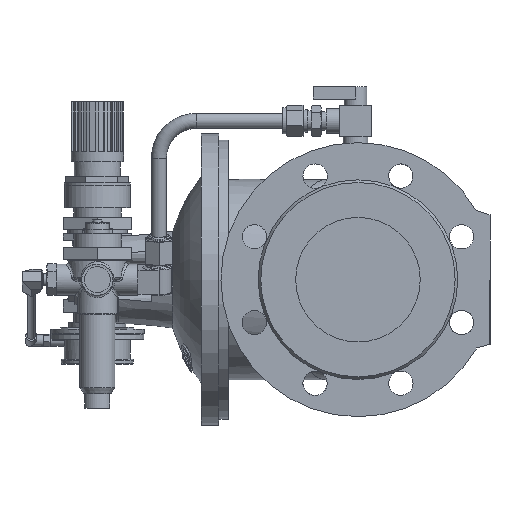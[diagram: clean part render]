
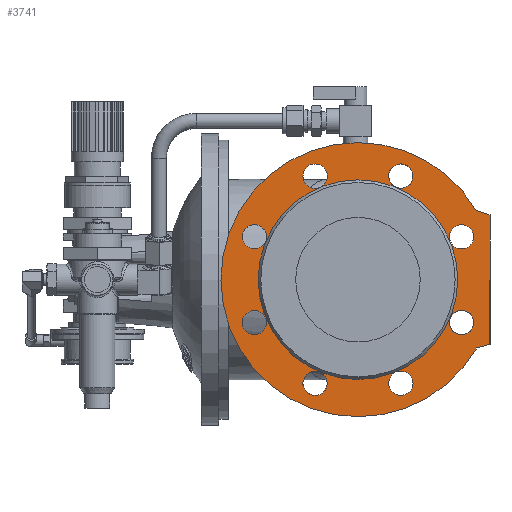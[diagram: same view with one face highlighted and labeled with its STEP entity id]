
A CAD part, left-side view. The second image highlights one B-rep face of the part: STEP entity #3741.
In plain terms, the highlighted planar face has unit normal (-1, 0, 0).
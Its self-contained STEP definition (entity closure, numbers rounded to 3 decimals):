
#2781 = AXIS2_PLACEMENT_3D ( 'NONE', #17656, #17658, #17660 ) ;
#2791 = AXIS2_PLACEMENT_3D ( 'NONE', #19309, #19310, #19311 ) ;
#2796 = AXIS2_PLACEMENT_3D ( 'NONE', #19457, #19458, #19459 ) ;
#2799 = AXIS2_PLACEMENT_3D ( 'NONE', #19505, #19506, #19507 ) ;
#2802 = AXIS2_PLACEMENT_3D ( 'NONE', #19516, #19517, #19518 ) ;
#2805 = AXIS2_PLACEMENT_3D ( 'NONE', #19660, #19661, #19662 ) ;
#2830 = AXIS2_PLACEMENT_3D ( 'NONE', #20233, #20235, #20236 ) ;
#2834 = AXIS2_PLACEMENT_3D ( 'NONE', #20291, #20292, #20294 ) ;
#2846 = AXIS2_PLACEMENT_3D ( 'NONE', #21692, #21694, #21696 ) ;
#2847 = AXIS2_PLACEMENT_3D ( 'NONE', #21705, #21707, #21709 ) ;
#3741 = ADVANCED_FACE ( 'NONE', ( #34335, #34339, #34336, #34338, #34337, #34340, #34341, #34342, #34343, #34344 ), #37328, .F. ) ;
#13047 = ORIENTED_EDGE ( 'NONE', *, *, #13322, .T. ) ;
#13049 = ORIENTED_EDGE ( 'NONE', *, *, #13340, .T. ) ;
#13060 = ORIENTED_EDGE ( 'NONE', *, *, #13299, .F. ) ;
#13062 = ORIENTED_EDGE ( 'NONE', *, *, #13588, .F. ) ;
#13064 = ORIENTED_EDGE ( 'NONE', *, *, #13479, .F. ) ;
#13066 = ORIENTED_EDGE ( 'NONE', *, *, #13595, .F. ) ;
#13068 = ORIENTED_EDGE ( 'NONE', *, *, #13586, .T. ) ;
#13069 = ORIENTED_EDGE ( 'NONE', *, *, #13502, .T. ) ;
#13071 = ORIENTED_EDGE ( 'NONE', *, *, #13367, .T. ) ;
#13073 = ORIENTED_EDGE ( 'NONE', *, *, #13485, .T. ) ;
#13075 = ORIENTED_EDGE ( 'NONE', *, *, #13590, .T. ) ;
#13077 = ORIENTED_EDGE ( 'NONE', *, *, #13346, .T. ) ;
#13079 = ORIENTED_EDGE ( 'NONE', *, *, #13247, .T. ) ;
#13247 = EDGE_CURVE ( 'NONE', #27900, #27900, #18115, .T. ) ;
#13299 = EDGE_CURVE ( 'NONE', #16853, #16847, #18141, .T. ) ;
#13322 = EDGE_CURVE ( 'NONE', #27914, #27914, #18151, .T. ) ;
#13340 = EDGE_CURVE ( 'NONE', #27916, #27916, #18155, .T. ) ;
#13346 = EDGE_CURVE ( 'NONE', #27919, #27919, #18156, .T. ) ;
#13367 = EDGE_CURVE ( 'NONE', #27923, #27923, #18163, .T. ) ;
#13479 = EDGE_CURVE ( 'NONE', #16912, #16921, #18212, .T. ) ;
#13485 = EDGE_CURVE ( 'NONE', #27939, #27939, #18213, .T. ) ;
#13502 = EDGE_CURVE ( 'NONE', #27943, #27943, #18219, .T. ) ;
#13586 = EDGE_CURVE ( 'NONE', #27954, #27954, #18254, .T. ) ;
#13588 = EDGE_CURVE ( 'NONE', #16921, #16853, #18256, .T. ) ;
#13590 = EDGE_CURVE ( 'NONE', #27955, #27955, #18255, .T. ) ;
#13595 = EDGE_CURVE ( 'NONE', #16847, #16912, #18259, .T. ) ;
#15518 = EDGE_LOOP ( 'NONE', ( #13068 ) ) ;
#15563 = EDGE_LOOP ( 'NONE', ( #13047 ) ) ;
#15575 = EDGE_LOOP ( 'NONE', ( #13073 ) ) ;
#15576 = EDGE_LOOP ( 'NONE', ( #13069 ) ) ;
#15578 = EDGE_LOOP ( 'NONE', ( #13079 ) ) ;
#15589 = EDGE_LOOP ( 'NONE', ( #13075 ) ) ;
#15738 = EDGE_LOOP ( 'NONE', ( #13049 ) ) ;
#15741 = EDGE_LOOP ( 'NONE', ( #13077 ) ) ;
#15749 = EDGE_LOOP ( 'NONE', ( #13071 ) ) ;
#15751 = EDGE_LOOP ( 'NONE', ( #13060, #13062, #13064, #13066 ) ) ;
#16847 = VERTEX_POINT ( 'NONE', #24249 ) ;
#16853 = VERTEX_POINT ( 'NONE', #24252 ) ;
#16912 = VERTEX_POINT ( 'NONE', #24282 ) ;
#16921 = VERTEX_POINT ( 'NONE', #24287 ) ;
#17656 = CARTESIAN_POINT ( 'NONE',  ( -172., 83.149, 34.442 ) ) ;
#17658 = DIRECTION ( 'NONE',  ( 1., 0., 0. ) ) ;
#17660 = DIRECTION ( 'NONE',  ( 0., 0.707, -0.707 ) ) ;
#18115 = CIRCLE ( 'NONE', #2781, 9.75 ) ;
#18141 = CIRCLE ( 'NONE', #2791, 110. ) ;
#18151 = CIRCLE ( 'NONE', #2796, 9.75 ) ;
#18155 = CIRCLE ( 'NONE', #2799, 9.75 ) ;
#18156 = CIRCLE ( 'NONE', #2802, 9.75 ) ;
#18163 = CIRCLE ( 'NONE', #2805, 9.75 ) ;
#18210 = VECTOR ( 'NONE', #20216, 1000. ) ;
#18212 = LINE ( 'NONE', #20201, #18210 ) ;
#18213 = CIRCLE ( 'NONE', #2830, 80.101 ) ;
#18219 = CIRCLE ( 'NONE', #2834, 9.75 ) ;
#18253 = VECTOR ( 'NONE', #21698, 1000. ) ;
#18254 = CIRCLE ( 'NONE', #2846, 9.75 ) ;
#18255 = CIRCLE ( 'NONE', #2847, 9.75 ) ;
#18256 = LINE ( 'NONE', #21678, #18253 ) ;
#18257 = VECTOR ( 'NONE', #21719, 1000. ) ;
#18259 = LINE ( 'NONE', #21703, #18257 ) ;
#19309 = CARTESIAN_POINT ( 'NONE',  ( -172., 0., 0. ) ) ;
#19310 = DIRECTION ( 'NONE',  ( 1., 0., 0. ) ) ;
#19311 = DIRECTION ( 'NONE',  ( 0., 0., -1. ) ) ;
#19457 = CARTESIAN_POINT ( 'NONE',  ( -172., -34.442, -83.149 ) ) ;
#19458 = DIRECTION ( 'NONE',  ( 1., 0., 0. ) ) ;
#19459 = DIRECTION ( 'NONE',  ( 0., -1., 0. ) ) ;
#19505 = CARTESIAN_POINT ( 'NONE',  ( -172., 34.442, 83.149 ) ) ;
#19506 = DIRECTION ( 'NONE',  ( 1., 0., 0. ) ) ;
#19507 = DIRECTION ( 'NONE',  ( 0., 1., 0. ) ) ;
#19516 = CARTESIAN_POINT ( 'NONE',  ( -172., 83.149, -34.442 ) ) ;
#19517 = DIRECTION ( 'NONE',  ( 1., 0., 0. ) ) ;
#19518 = DIRECTION ( 'NONE',  ( 0., 0., -1. ) ) ;
#19660 = CARTESIAN_POINT ( 'NONE',  ( -172., -34.442, 83.149 ) ) ;
#19661 = DIRECTION ( 'NONE',  ( 1., 0., 0. ) ) ;
#19662 = DIRECTION ( 'NONE',  ( 0., 0.707, 0.707 ) ) ;
#20201 = CARTESIAN_POINT ( 'NONE',  ( -172., -106., 52. ) ) ;
#20216 = DIRECTION ( 'NONE',  ( 0., 0., -1. ) ) ;
#20233 = CARTESIAN_POINT ( 'NONE',  ( -172., 0., 0. ) ) ;
#20235 = DIRECTION ( 'NONE',  ( 1., 0., 0. ) ) ;
#20236 = DIRECTION ( 'NONE',  ( 0., 1., 0. ) ) ;
#20291 = CARTESIAN_POINT ( 'NONE',  ( -172., -83.149, -34.442 ) ) ;
#20292 = DIRECTION ( 'NONE',  ( 1., 0., 0. ) ) ;
#20294 = DIRECTION ( 'NONE',  ( 0., -0.707, 0.707 ) ) ;
#21678 = CARTESIAN_POINT ( 'NONE',  ( -172., -106., -52. ) ) ;
#21692 = CARTESIAN_POINT ( 'NONE',  ( -172., 34.442, -83.149 ) ) ;
#21694 = DIRECTION ( 'NONE',  ( 1., 0., 0. ) ) ;
#21696 = DIRECTION ( 'NONE',  ( 0., -0.707, -0.707 ) ) ;
#21698 = DIRECTION ( 'NONE',  ( 0., 0.966, -0.259 ) ) ;
#21703 = CARTESIAN_POINT ( 'NONE',  ( -172., -106., 52. ) ) ;
#21705 = CARTESIAN_POINT ( 'NONE',  ( -172., -83.149, 34.442 ) ) ;
#21707 = DIRECTION ( 'NONE',  ( 1., 0., 0. ) ) ;
#21709 = DIRECTION ( 'NONE',  ( 0., 0., 1. ) ) ;
#21719 = DIRECTION ( 'NONE',  ( 0., -0.951, -0.31 ) ) ;
#24249 = CARTESIAN_POINT ( 'NONE',  ( -172., -94.901, 55.621 ) ) ;
#24252 = CARTESIAN_POINT ( 'NONE',  ( -172., -95.347, -54.855 ) ) ;
#24282 = CARTESIAN_POINT ( 'NONE',  ( -172., -106., 52. ) ) ;
#24287 = CARTESIAN_POINT ( 'NONE',  ( -172., -106., -52. ) ) ;
#27900 = VERTEX_POINT ( 'NONE', #30604 ) ;
#27914 = VERTEX_POINT ( 'NONE', #30618 ) ;
#27916 = VERTEX_POINT ( 'NONE', #30620 ) ;
#27919 = VERTEX_POINT ( 'NONE', #30623 ) ;
#27923 = VERTEX_POINT ( 'NONE', #30627 ) ;
#27939 = VERTEX_POINT ( 'NONE', #30643 ) ;
#27943 = VERTEX_POINT ( 'NONE', #30647 ) ;
#27954 = VERTEX_POINT ( 'NONE', #30658 ) ;
#27955 = VERTEX_POINT ( 'NONE', #30659 ) ;
#30604 = CARTESIAN_POINT ( 'NONE',  ( -172., 90.043, 27.547 ) ) ;
#30618 = CARTESIAN_POINT ( 'NONE',  ( -172., -44.192, -83.149 ) ) ;
#30620 = CARTESIAN_POINT ( 'NONE',  ( -172., 44.192, 83.149 ) ) ;
#30623 = CARTESIAN_POINT ( 'NONE',  ( -172., 83.149, -44.192 ) ) ;
#30627 = CARTESIAN_POINT ( 'NONE',  ( -172., -27.547, 90.043 ) ) ;
#30643 = CARTESIAN_POINT ( 'NONE',  ( -172., 80.101, 0. ) ) ;
#30647 = CARTESIAN_POINT ( 'NONE',  ( -172., -90.043, -27.547 ) ) ;
#30658 = CARTESIAN_POINT ( 'NONE',  ( -172., 27.547, -90.043 ) ) ;
#30659 = CARTESIAN_POINT ( 'NONE',  ( -172., -83.149, 44.192 ) ) ;
#33123 = AXIS2_PLACEMENT_3D ( 'NONE', #37326, #37325, #37331 ) ;
#34335 = FACE_BOUND ( 'NONE', #15738, .T. ) ;
#34336 = FACE_BOUND ( 'NONE', #15563, .T. ) ;
#34337 = FACE_BOUND ( 'NONE', #15575, .T. ) ;
#34338 = FACE_BOUND ( 'NONE', #15741, .T. ) ;
#34339 = FACE_BOUND ( 'NONE', #15589, .T. ) ;
#34340 = FACE_OUTER_BOUND ( 'NONE', #15751, .T. ) ;
#34341 = FACE_BOUND ( 'NONE', #15518, .T. ) ;
#34342 = FACE_BOUND ( 'NONE', #15576, .T. ) ;
#34343 = FACE_BOUND ( 'NONE', #15749, .T. ) ;
#34344 = FACE_BOUND ( 'NONE', #15578, .T. ) ;
#37325 = DIRECTION ( 'NONE',  ( 1., 0., 0. ) ) ;
#37326 = CARTESIAN_POINT ( 'NONE',  ( -172., 0., 0. ) ) ;
#37328 = PLANE ( 'NONE',  #33123 ) ;
#37331 = DIRECTION ( 'NONE',  ( 0., 0., -1. ) ) ;
